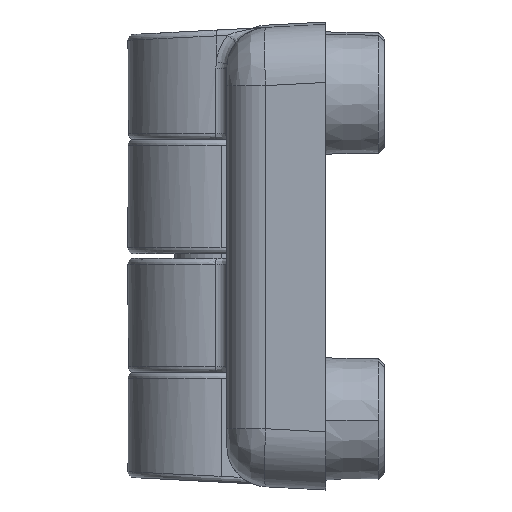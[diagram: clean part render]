
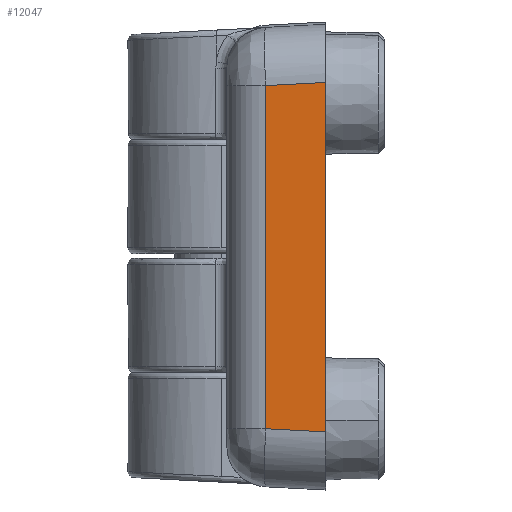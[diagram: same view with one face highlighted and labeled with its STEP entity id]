
A CAD part, left-side view. The second image highlights one B-rep face of the part: STEP entity #12047.
In plain terms, the highlighted planar face has unit normal (-0.999, 0.052, 0).
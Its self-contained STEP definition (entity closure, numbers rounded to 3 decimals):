
#2 = VECTOR ( 'NONE', #11829, 1000. ) ;
#685 = VECTOR ( 'NONE', #1550, 1000. ) ;
#1550 = DIRECTION ( 'NONE',  ( -0.052, -0.997, 0.052 ) ) ;
#1553 = ORIENTED_EDGE ( 'NONE', *, *, #6282, .T. ) ;
#2653 = DIRECTION ( 'NONE',  ( 0., 0., 1. ) ) ;
#3091 = VECTOR ( 'NONE', #5968, 1000. ) ;
#3471 = LINE ( 'NONE', #9931, #685 ) ;
#3608 = CARTESIAN_POINT ( 'NONE',  ( -59.728, -3.817, -20.2 ) ) ;
#3714 = PLANE ( 'NONE',  #9987 ) ;
#4272 = VERTEX_POINT ( 'NONE', #10177 ) ;
#4630 = VECTOR ( 'NONE', #2653, 1000. ) ;
#4657 = CARTESIAN_POINT ( 'NONE',  ( -60., -9., -20.2 ) ) ;
#4933 = LINE ( 'NONE', #4657, #4630 ) ;
#5039 = EDGE_CURVE ( 'NONE', #12088, #4272, #4933, .T. ) ;
#5401 = ORIENTED_EDGE ( 'NONE', *, *, #12363, .T. ) ;
#5451 = EDGE_LOOP ( 'NONE', ( #1553, #7598, #12102, #5401 ) ) ;
#5761 = VERTEX_POINT ( 'NONE', #11519 ) ;
#5800 = CARTESIAN_POINT ( 'NONE',  ( -60., -9., -20.2 ) ) ;
#5968 = DIRECTION ( 'NONE',  ( -0.052, -0.997, -0.052 ) ) ;
#6282 = EDGE_CURVE ( 'NONE', #11650, #12088, #7477, .T. ) ;
#6840 = DIRECTION ( 'NONE',  ( -0.999, 0.052, 0. ) ) ;
#7477 = LINE ( 'NONE', #13408, #3091 ) ;
#7598 = ORIENTED_EDGE ( 'NONE', *, *, #5039, .T. ) ;
#7702 = FACE_OUTER_BOUND ( 'NONE', #5451, .T. ) ;
#7918 = DIRECTION ( 'NONE',  ( -0.052, -0.999, 0. ) ) ;
#9931 = CARTESIAN_POINT ( 'NONE',  ( -59.904, -7.175, 14.711 ) ) ;
#9987 = AXIS2_PLACEMENT_3D ( 'NONE', #5800, #6840, #7918 ) ;
#10177 = CARTESIAN_POINT ( 'NONE',  ( -60., -9., 14.807 ) ) ;
#10231 = CARTESIAN_POINT ( 'NONE',  ( -60., -9., -15.207 ) ) ;
#11519 = CARTESIAN_POINT ( 'NONE',  ( -59.728, -3.817, 14.535 ) ) ;
#11543 = EDGE_CURVE ( 'NONE', #5761, #4272, #3471, .T. ) ;
#11650 = VERTEX_POINT ( 'NONE', #12167 ) ;
#11829 = DIRECTION ( 'NONE',  ( 0., 0., -1. ) ) ;
#12047 = ADVANCED_FACE ( 'NONE', ( #7702 ), #3714, .T. ) ;
#12088 = VERTEX_POINT ( 'NONE', #10231 ) ;
#12102 = ORIENTED_EDGE ( 'NONE', *, *, #11543, .F. ) ;
#12167 = CARTESIAN_POINT ( 'NONE',  ( -59.728, -3.817, -14.935 ) ) ;
#12363 = EDGE_CURVE ( 'NONE', #5761, #11650, #12751, .T. ) ;
#12751 = LINE ( 'NONE', #3608, #2 ) ;
#13408 = CARTESIAN_POINT ( 'NONE',  ( -59.728, -3.817, -14.935 ) ) ;
